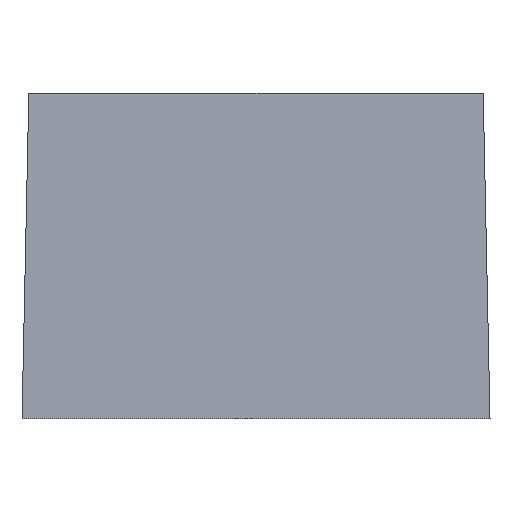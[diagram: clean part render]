
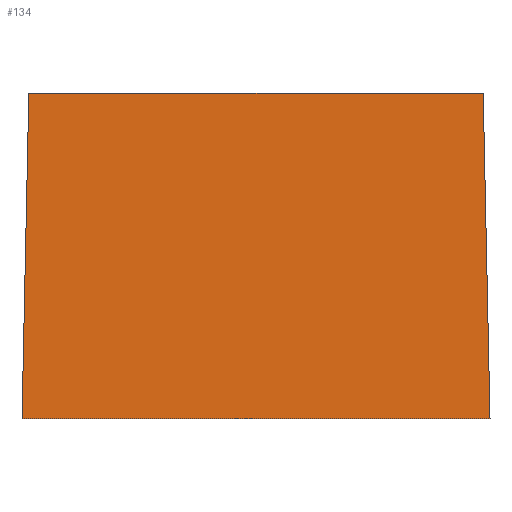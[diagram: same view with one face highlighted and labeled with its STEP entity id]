
A CAD part, left-side view. The second image highlights one B-rep face of the part: STEP entity #134.
In plain terms, the highlighted planar face has unit normal (-1, 0, 0.021).
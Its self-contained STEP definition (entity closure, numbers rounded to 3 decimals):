
#17 = VERTEX_POINT ( 'NONE', #534 ) ;
#21 = ORIENTED_EDGE ( 'NONE', *, *, #169, .F. ) ;
#31 = DIRECTION ( 'NONE',  ( -0.021, 0., -1. ) ) ;
#38 = DIRECTION ( 'NONE',  ( 1., 0., -0.021 ) ) ;
#130 = CARTESIAN_POINT ( 'NONE',  ( -22.426, 1.101, 18. ) ) ;
#134 = ADVANCED_FACE ( 'NONE', ( #330 ), #1281, .F. ) ;
#155 = DIRECTION ( 'NONE',  ( 0.021, -0.021, 1. ) ) ;
#169 = EDGE_CURVE ( 'NONE', #826, #17, #1209, .T. ) ;
#174 = VERTEX_POINT ( 'NONE', #1391 ) ;
#216 = CARTESIAN_POINT ( 'NONE',  ( -22.803, -24.428, 0. ) ) ;
#238 = CARTESIAN_POINT ( 'NONE',  ( -22.467, -24.092, 16.007 ) ) ;
#240 = LINE ( 'NONE', #238, #920 ) ;
#249 = AXIS2_PLACEMENT_3D ( 'NONE', #1459, #38, #31 ) ;
#291 = ORIENTED_EDGE ( 'NONE', *, *, #620, .F. ) ;
#330 = FACE_OUTER_BOUND ( 'NONE', #1383, .T. ) ;
#407 = CARTESIAN_POINT ( 'NONE',  ( -22.456, 1.131, 16.535 ) ) ;
#479 = DIRECTION ( 'NONE',  ( 0., 1., 0. ) ) ;
#506 = CARTESIAN_POINT ( 'NONE',  ( -22.803, 1.478, 0. ) ) ;
#534 = CARTESIAN_POINT ( 'NONE',  ( -22.426, -24.051, 18. ) ) ;
#620 = EDGE_CURVE ( 'NONE', #17, #174, #240, .T. ) ;
#641 = ORIENTED_EDGE ( 'NONE', *, *, #752, .F. ) ;
#752 = EDGE_CURVE ( 'NONE', #971, #826, #792, .T. ) ;
#792 = LINE ( 'NONE', #407, #1048 ) ;
#826 = VERTEX_POINT ( 'NONE', #130 ) ;
#833 = VECTOR ( 'NONE', #1395, 1000. ) ;
#884 = EDGE_CURVE ( 'NONE', #174, #971, #1211, .T. ) ;
#920 = VECTOR ( 'NONE', #933, 1000. ) ;
#933 = DIRECTION ( 'NONE',  ( -0.021, -0.021, -1. ) ) ;
#945 = CARTESIAN_POINT ( 'NONE',  ( -22.426, 1.138, 18. ) ) ;
#971 = VERTEX_POINT ( 'NONE', #506 ) ;
#990 = VECTOR ( 'NONE', #479, 1000. ) ;
#1048 = VECTOR ( 'NONE', #155, 1000. ) ;
#1108 = ORIENTED_EDGE ( 'NONE', *, *, #884, .F. ) ;
#1209 = LINE ( 'NONE', #945, #833 ) ;
#1211 = LINE ( 'NONE', #216, #990 ) ;
#1281 = PLANE ( 'NONE',  #249 ) ;
#1383 = EDGE_LOOP ( 'NONE', ( #641, #1108, #291, #21 ) ) ;
#1391 = CARTESIAN_POINT ( 'NONE',  ( -22.803, -24.428, 0. ) ) ;
#1395 = DIRECTION ( 'NONE',  ( 0., -1., 0. ) ) ;
#1459 = CARTESIAN_POINT ( 'NONE',  ( -22.467, -24.092, 16.007 ) ) ;
